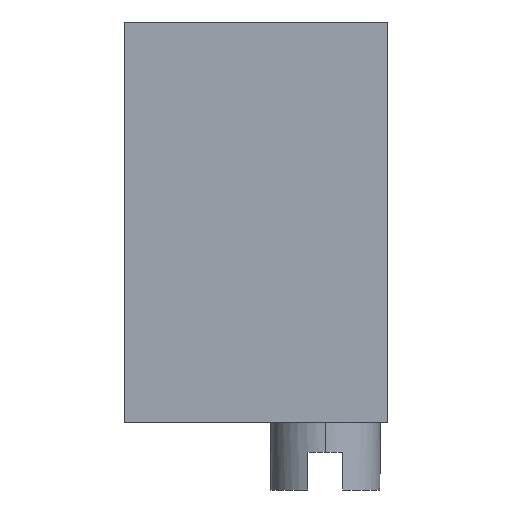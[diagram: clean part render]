
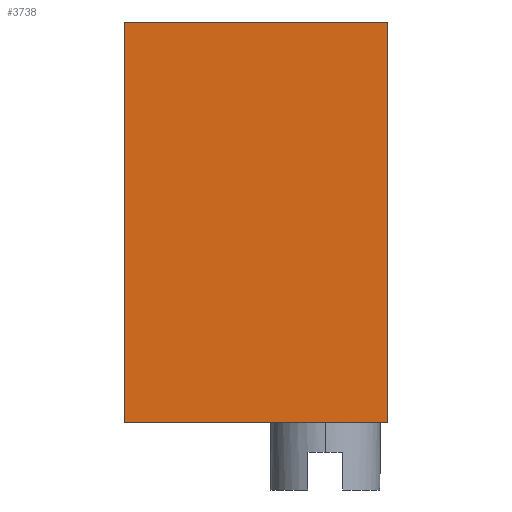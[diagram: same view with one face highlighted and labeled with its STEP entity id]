
A CAD part, left-side view. The second image highlights one B-rep face of the part: STEP entity #3738.
In plain terms, the highlighted planar face has unit normal (-1, 0, 0).
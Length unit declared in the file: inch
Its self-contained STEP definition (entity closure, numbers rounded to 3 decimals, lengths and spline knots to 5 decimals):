
#10=DIRECTION('',(0.,0.,1.));
#11=VECTOR('',#10,0.266);
#12=CARTESIAN_POINT('',(-0.242,0.,-0.243));
#13=LINE('',#12,#11);
#130=DIRECTION('',(0.,1.,0.));
#131=VECTOR('',#130,0.175);
#132=CARTESIAN_POINT('',(-0.242,0.,0.023));
#133=LINE('',#132,#131);
#248=DIRECTION('',(0.,0.,1.));
#249=VECTOR('',#248,0.266);
#250=CARTESIAN_POINT('',(-0.242,0.175,-0.243));
#251=LINE('',#250,#249);
#1386=DIRECTION('',(0.,1.,0.));
#1387=VECTOR('',#1386,0.175);
#1388=CARTESIAN_POINT('',(-0.242,0.,-0.243));
#1389=LINE('',#1388,#1387);
#1410=CARTESIAN_POINT('',(-0.242,0.,-0.243));
#1411=CARTESIAN_POINT('',(-0.242,0.,0.023));
#1412=VERTEX_POINT('',#1410);
#1413=VERTEX_POINT('',#1411);
#1414=CARTESIAN_POINT('',(-0.242,0.175,-0.243));
#1415=CARTESIAN_POINT('',(-0.242,0.175,0.023));
#1416=VERTEX_POINT('',#1414);
#1417=VERTEX_POINT('',#1415);
#3727=CARTESIAN_POINT('',(-0.242,0.,-0.243));
#3728=DIRECTION('',(-1.,0.,0.));
#3729=DIRECTION('',(0.,0.,1.));
#3730=AXIS2_PLACEMENT_3D('',#3727,#3728,#3729);
#3731=PLANE('',#3730);
#3732=ORIENTED_EDGE('',*,*,#1844,.F.);
#3733=ORIENTED_EDGE('',*,*,#1968,.T.);
#3734=ORIENTED_EDGE('',*,*,#2151,.T.);
#3735=ORIENTED_EDGE('',*,*,#1933,.F.);
#3736=EDGE_LOOP('',(#3732,#3733,#3734,#3735));
#3737=FACE_OUTER_BOUND('',#3736,.F.);
#3738=ADVANCED_FACE('',(#3737),#3731,.T.);
#1844=EDGE_CURVE('',#1412,#1413,#13,.T.);
#1933=EDGE_CURVE('',#1413,#1417,#133,.T.);
#1968=EDGE_CURVE('',#1412,#1416,#1389,.T.);
#2151=EDGE_CURVE('',#1416,#1417,#251,.T.);
